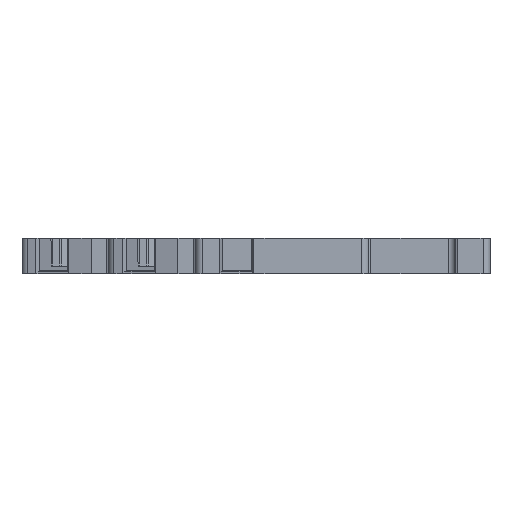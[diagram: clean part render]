
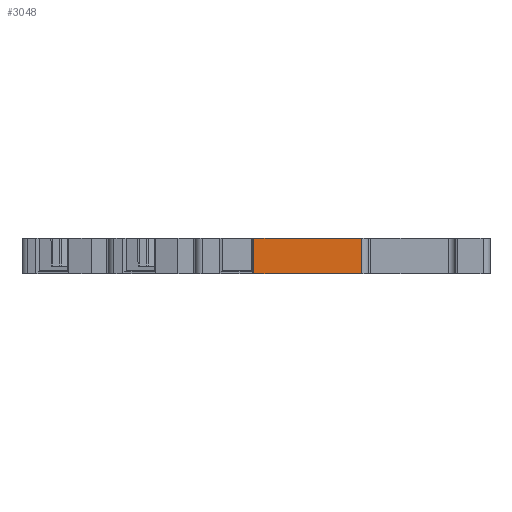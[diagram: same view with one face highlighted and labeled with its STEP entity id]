
A CAD part, left-side view. The second image highlights one B-rep face of the part: STEP entity #3048.
In plain terms, the highlighted planar face has unit normal (-1, 0, 0).
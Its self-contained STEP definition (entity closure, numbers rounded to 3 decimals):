
#785=LINE('',#17108,#2007);
#892=LINE('',#17580,#2114);
#1031=LINE('',#18030,#2253);
#1032=LINE('',#18031,#2254);
#2007=VECTOR('',#13592,1.);
#2114=VECTOR('',#13877,1.);
#2253=VECTOR('',#14252,1.);
#2254=VECTOR('',#14253,1.);
#3048=ADVANCED_FACE('',(#4024),#3627,.T.);
#3627=PLANE('',#12357);
#4024=FACE_OUTER_BOUND('',#4617,.T.);
#4617=EDGE_LOOP('',(#6126,#6127,#6128,#6129));
#6126=ORIENTED_EDGE('',*,*,#10247,.F.);
#6127=ORIENTED_EDGE('',*,*,#10650,.T.);
#6128=ORIENTED_EDGE('',*,*,#10423,.T.);
#6129=ORIENTED_EDGE('',*,*,#10651,.T.);
#9063=VERTEX_POINT('',#17107);
#9064=VERTEX_POINT('',#17109);
#9213=VERTEX_POINT('',#17579);
#9214=VERTEX_POINT('',#17581);
#10247=EDGE_CURVE('',#9063,#9064,#785,.T.);
#10423=EDGE_CURVE('',#9214,#9213,#892,.T.);
#10650=EDGE_CURVE('',#9063,#9214,#1031,.T.);
#10651=EDGE_CURVE('',#9213,#9064,#1032,.T.);
#12357=AXIS2_PLACEMENT_3D('',#18032,#14254,#14255);
#13592=DIRECTION('',(0.,-1.,0.));
#13877=DIRECTION('',(0.,-1.,0.));
#14252=DIRECTION('',(0.,0.,-1.));
#14253=DIRECTION('',(0.,0.,1.));
#14254=DIRECTION('',(-1.,0.,0.));
#14255=DIRECTION('',(0.,0.,1.));
#17107=CARTESIAN_POINT('',(-52.5,-33.45,0.));
#17108=CARTESIAN_POINT('',(-52.5,-33.45,0.));
#17109=CARTESIAN_POINT('',(-52.5,-49.,0.));
#17579=CARTESIAN_POINT('',(-52.5,-49.,-5.1));
#17580=CARTESIAN_POINT('',(-52.5,-33.45,-5.1));
#17581=CARTESIAN_POINT('',(-52.5,-33.45,-5.1));
#18030=CARTESIAN_POINT('',(-52.5,-33.45,0.));
#18031=CARTESIAN_POINT('',(-52.5,-49.,-5.1));
#18032=CARTESIAN_POINT('',(-52.5,-25.,0.));
